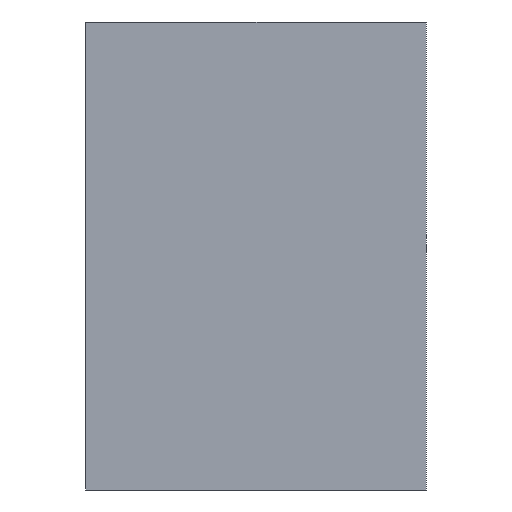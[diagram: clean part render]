
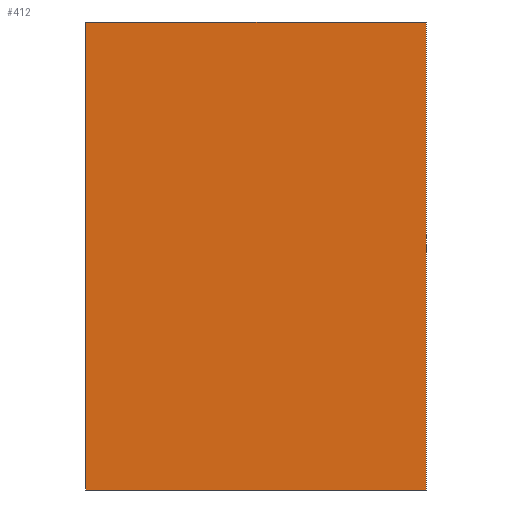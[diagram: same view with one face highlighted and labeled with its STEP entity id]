
A CAD part, left-side view. The second image highlights one B-rep face of the part: STEP entity #412.
In plain terms, the highlighted planar face has unit normal (-1, 0.018, 0).
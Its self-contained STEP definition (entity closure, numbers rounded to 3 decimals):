
#171 = CARTESIAN_POINT ( 'NONE',  ( -8.55, 10.9, 7.5 ) ) ;
#412 = ADVANCED_FACE ( 'NONE', ( #8920 ), #3815, .T. ) ;
#699 = VECTOR ( 'NONE', #4076, 1000. ) ;
#853 = VERTEX_POINT ( 'NONE', #2953 ) ;
#1063 = EDGE_CURVE ( 'NONE', #8906, #3222, #3721, .T. ) ;
#1179 = CARTESIAN_POINT ( 'NONE',  ( -8.55, 10.9, -7.5 ) ) ;
#1841 = CARTESIAN_POINT ( 'NONE',  ( -8.74, 0., 7.5 ) ) ;
#1902 = ORIENTED_EDGE ( 'NONE', *, *, #5975, .F. ) ;
#2115 = ORIENTED_EDGE ( 'NONE', *, *, #1063, .F. ) ;
#2462 = LINE ( 'NONE', #3197, #4060 ) ;
#2568 = LINE ( 'NONE', #7523, #699 ) ;
#2603 = CARTESIAN_POINT ( 'NONE',  ( -8.55, 10.9, 7.5 ) ) ;
#2953 = CARTESIAN_POINT ( 'NONE',  ( -8.74, 0., -7.5 ) ) ;
#3197 = CARTESIAN_POINT ( 'NONE',  ( -8.55, 10.9, -7.5 ) ) ;
#3222 = VERTEX_POINT ( 'NONE', #1841 ) ;
#3497 = ORIENTED_EDGE ( 'NONE', *, *, #8441, .T. ) ;
#3721 = LINE ( 'NONE', #171, #9013 ) ;
#3815 = PLANE ( 'NONE',  #4481 ) ;
#3886 = VERTEX_POINT ( 'NONE', #1179 ) ;
#4060 = VECTOR ( 'NONE', #5968, 1000. ) ;
#4076 = DIRECTION ( 'NONE',  ( 0., 0., 1. ) ) ;
#4226 = DIRECTION ( 'NONE',  ( 0., 0., 1. ) ) ;
#4355 = DIRECTION ( 'NONE',  ( -0.017, -1., 0. ) ) ;
#4466 = CARTESIAN_POINT ( 'NONE',  ( -8.55, 10.9, -7.5 ) ) ;
#4481 = AXIS2_PLACEMENT_3D ( 'NONE', #4466, #8652, #4499 ) ;
#4499 = DIRECTION ( 'NONE',  ( -0.017, -1., 0. ) ) ;
#5032 = EDGE_CURVE ( 'NONE', #853, #3222, #2568, .T. ) ;
#5347 = LINE ( 'NONE', #7679, #6969 ) ;
#5968 = DIRECTION ( 'NONE',  ( -0.017, -1., 0. ) ) ;
#5975 = EDGE_CURVE ( 'NONE', #3886, #8906, #5347, .T. ) ;
#6969 = VECTOR ( 'NONE', #4226, 1000. ) ;
#7523 = CARTESIAN_POINT ( 'NONE',  ( -8.74, 0., -7.5 ) ) ;
#7679 = CARTESIAN_POINT ( 'NONE',  ( -8.55, 10.9, -7.5 ) ) ;
#7815 = ORIENTED_EDGE ( 'NONE', *, *, #5032, .T. ) ;
#8441 = EDGE_CURVE ( 'NONE', #3886, #853, #2462, .T. ) ;
#8652 = DIRECTION ( 'NONE',  ( -1., 0.017, 0. ) ) ;
#8892 = EDGE_LOOP ( 'NONE', ( #7815, #2115, #1902, #3497 ) ) ;
#8906 = VERTEX_POINT ( 'NONE', #2603 ) ;
#8920 = FACE_OUTER_BOUND ( 'NONE', #8892, .T. ) ;
#9013 = VECTOR ( 'NONE', #4355, 1000. ) ;
